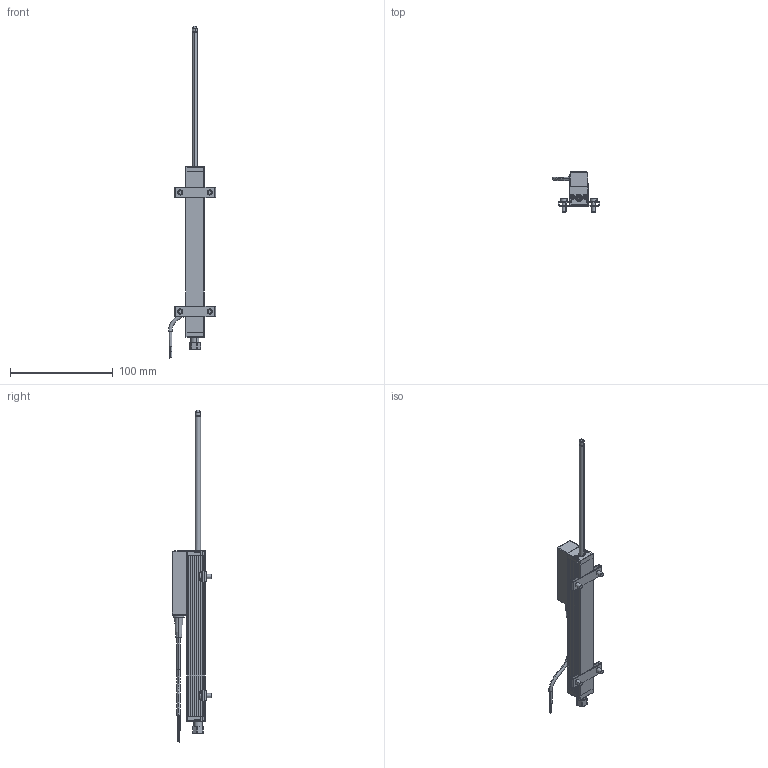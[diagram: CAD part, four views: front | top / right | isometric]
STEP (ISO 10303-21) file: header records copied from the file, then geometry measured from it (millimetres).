
FILE_DESCRIPTION (( 'STEP AP214' ), '1' );
FILE_NAME ('TE1-0100-102-411-202_ausgefahren.STEP', '2014-02-25T08:34:47', ( 'dummy' ), ( 'Hewlett-Packard Company' ), 'SwSTEP 2.0', 'SolidWorks 2013', '' );
FILE_SCHEMA (( 'AUTOMOTIVE_DESIGN' ));
Length unit declared in the file: millimetre
Products named in the file (1): TE1-0100-102-411-202_ausgefahren
Bounding box: 45.9 x 38.85 x 323.51 mm (x, y, z)
Surface area: 28805.8 mm2 (no closed solid volume)
Topology: 0 solids, 29 shells, 481 faces, 1519 edges, 1023 vertices
Faces by surface type: plane 215, cylinder 189, cone 39, torus 22, sphere 11, bspline 5
Entity records: 22270 total; most frequent: CARTESIAN_POINT 3638, DIRECTION 3016, ORIENTED_EDGE 2318, EDGE_CURVE 1514, AXIS2_PLACEMENT_3D 1093, VERTEX_POINT 1023, VECTOR 830, LINE 830
